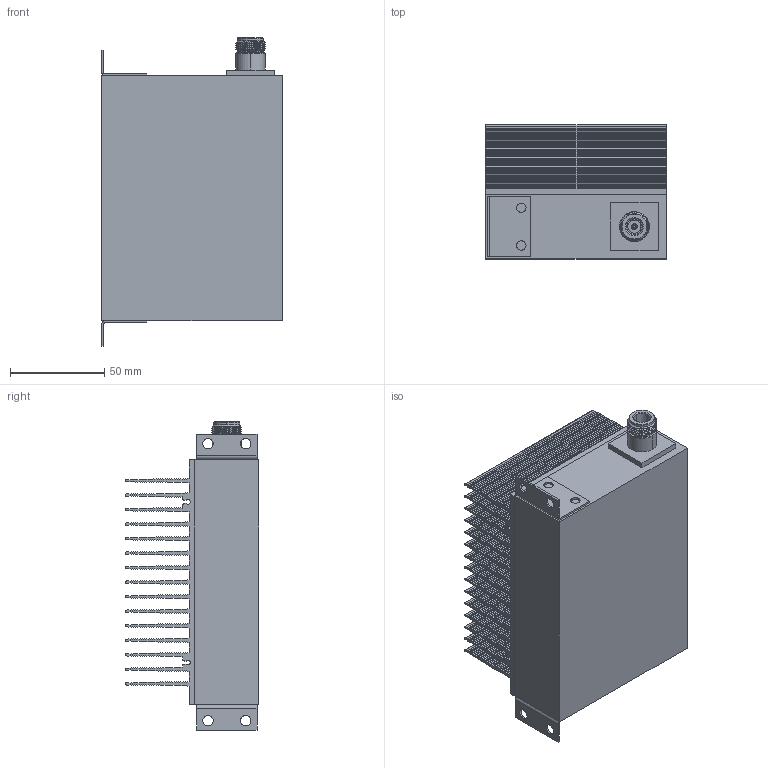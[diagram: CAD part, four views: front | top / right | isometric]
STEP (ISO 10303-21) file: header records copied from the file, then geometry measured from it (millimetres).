
FILE_DESCRIPTION (( 'STEP AP214' ), '1' );
FILE_NAME ('FMTR1150_3D.step', '2023-03-13T23:48:34', ( '' ), ( '' ), 'SwSTEP 2.0', 'SolidWorks 2022', '' );
FILE_SCHEMA (( 'AUTOMOTIVE_DESIGN' ));
Length unit declared in the file: inch
Products named in the file (6): Copy of QT-0098-A^FMTR1150; Copy of Bracket^FMTR1150; FMTR1150_3D; Copy of N-Type^FMTR1150; Copy (2) of Bracket^FMTR1150; Copy of GB-0255-A^FMTR1150
Assembly tree (5 placements, depth 2):
  FMTR1150_3D
    Copy of QT-0098-A^FMTR1150
    Copy of GB-0255-A^FMTR1150
    Copy of N-Type^FMTR1150
    Copy of Bracket^FMTR1150
    Copy (2) of Bracket^FMTR1150
Bounding box: 96 x 71 x 163.6 mm (x, y, z)
Volume: 546867.6 mm3; surface area: 181140.6 mm2
Topology: 5 solids, 5 shells, 1796 faces, 5321 edges, 3543 vertices
Faces by surface type: plane 1675, cylinder 96, cone 22, bspline 3
Entity records: 60545 total; most frequent: CARTESIAN_POINT 12187, ORIENTED_EDGE 10642, DIRECTION 9030, EDGE_CURVE 5321, LINE 5060, VECTOR 5060, VERTEX_POINT 3543, AXIS2_PLACEMENT_3D 1985
